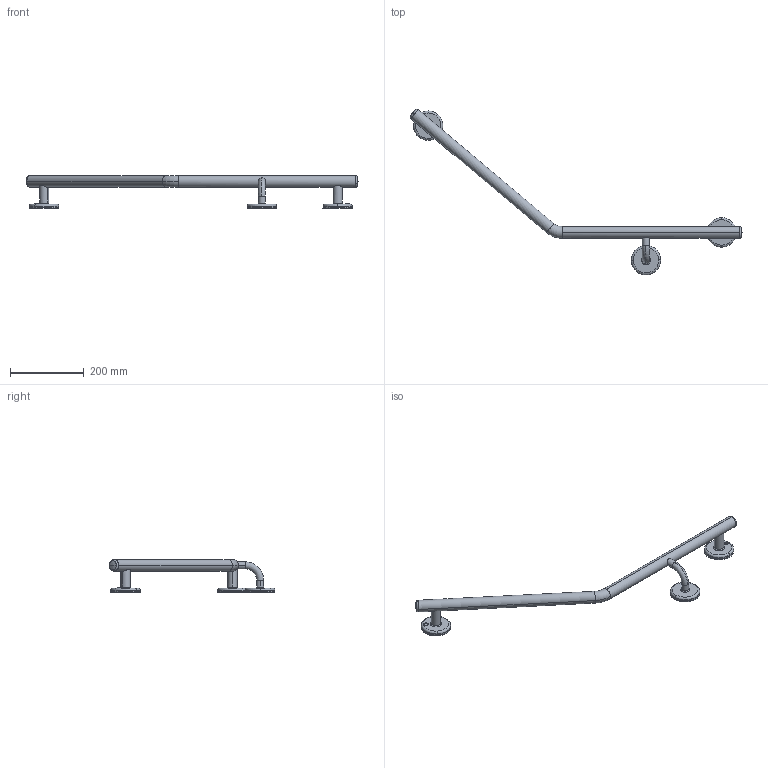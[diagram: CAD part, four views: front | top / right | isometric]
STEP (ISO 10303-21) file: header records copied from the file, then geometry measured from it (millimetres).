
FILE_DESCRIPTION (( 'STEP AP203' ), '1' );
FILE_NAME ('RL 045 BS RH - STEP FILE.STEP', '2023-10-19T00:20:27', ( '' ), ( '' ), 'SwSTEP 2.0', 'SolidWorks 2023', '' );
FILE_SCHEMA (( 'CONFIG_CONTROL_DESIGN' ));
Length unit declared in the file: inch
Products named in the file (1): RL 045 BS RH - STEP FILE
Bounding box: 898.81 x 448.52 x 89.3 mm (x, y, z)
Volume: 971072 mm3; surface area: 186314.2 mm2
Topology: 1 solids, 1 shells, 334 faces, 977 edges, 643 vertices
Faces by surface type: cone 102, plane 93, cylinder 71, torus 60, sphere 8
Entity records: 12565 total; most frequent: CARTESIAN_POINT 3719, ORIENTED_EDGE 1954, DIRECTION 1802, EDGE_CURVE 977, AXIS2_PLACEMENT_3D 844, VERTEX_POINT 643, CIRCLE 509, EDGE_LOOP 404
